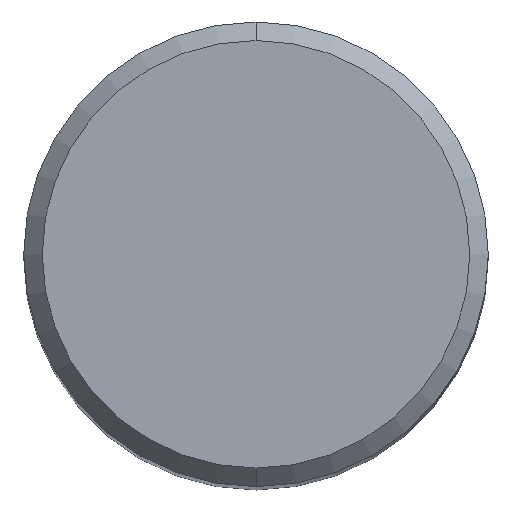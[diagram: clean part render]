
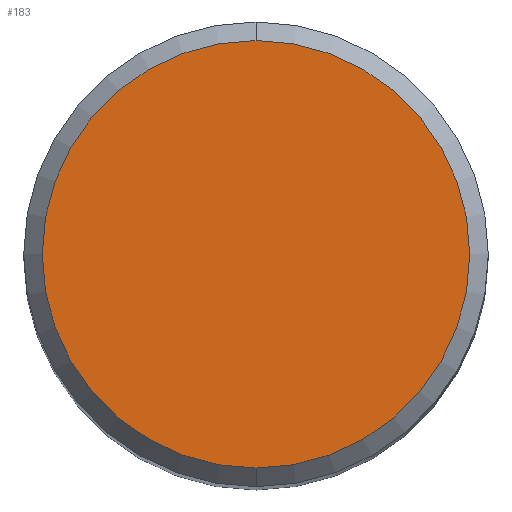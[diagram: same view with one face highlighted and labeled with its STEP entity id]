
A CAD part, top view. The second image highlights one B-rep face of the part: STEP entity #183.
In plain terms, the highlighted planar face has unit normal (0, 0, 1).
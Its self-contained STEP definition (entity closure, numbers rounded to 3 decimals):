
#133=EDGE_CURVE('',#287,#235,#337,.T.);
#183=ADVANCED_FACE('',(#393),#394,.T.);
#235=VERTEX_POINT('',#453);
#287=VERTEX_POINT('',#514);
#293=EDGE_CURVE('',#235,#287,#520,.T.);
#337=CIRCLE('',#562,11.5);
#393=FACE_OUTER_BOUND('',#634,.T.);
#394=PLANE('',#635);
#453=CARTESIAN_POINT('',(0.0,11.5,0.0));
#514=CARTESIAN_POINT('',(0.,-11.5,0.0));
#520=CIRCLE('',#799,11.5);
#562=AXIS2_PLACEMENT_3D('',#829,#830,#831);
#634=EDGE_LOOP('',(#904,#905));
#635=AXIS2_PLACEMENT_3D('',#906,#907,#908);
#799=AXIS2_PLACEMENT_3D('',#1077,#1078,#1079);
#829=CARTESIAN_POINT('',(0.0,0.0,0.0));
#830=DIRECTION('',(0.0,0.0,-1.0));
#831=DIRECTION('',(0.0,1.0,0.0));
#904=ORIENTED_EDGE('',*,*,#293,.F.);
#905=ORIENTED_EDGE('',*,*,#133,.F.);
#906=CARTESIAN_POINT('',(0.0,5.75,0.0));
#907=DIRECTION('',(-0.0,0.0,1.0));
#908=DIRECTION('',(0.0,-1.0,0.0));
#1077=CARTESIAN_POINT('',(0.0,0.0,0.0));
#1078=DIRECTION('',(0.0,0.0,-1.0));
#1079=DIRECTION('',(0.0,1.0,0.0));
